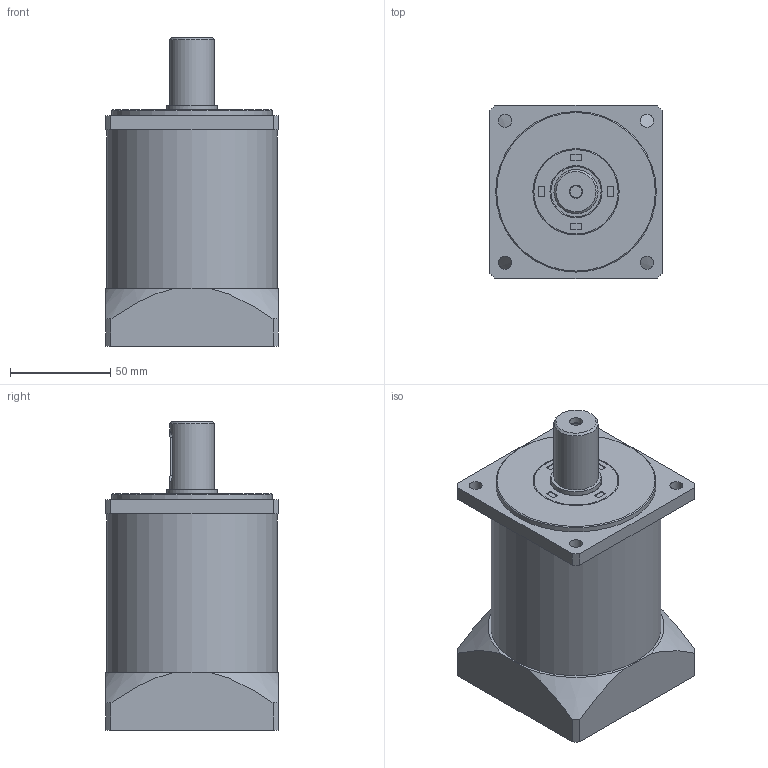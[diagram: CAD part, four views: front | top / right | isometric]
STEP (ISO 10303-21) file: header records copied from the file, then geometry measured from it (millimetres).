
FILE_DESCRIPTION( ( '' ), '1' );
FILE_NAME( 'GPS90(25、30、50、100).stp', '2021-11-16T03:01:50', ( 'Dimamotor' ), ( 'Dimamotor' ), 'PSStep 17.0.49', ' ', ' ' );
FILE_SCHEMA( ( 'AUTOMOTIVE_DESIGN { 1 0 10303 214 1 1 1 1 }' ) );
Length unit declared in the file: millimetre
Products named in the file (2): PS90本體(凸圓80xPCD100)
Bounding box: 86 x 86 x 153.8 mm (x, y, z)
Volume: 473037.2 mm3; surface area: 120546.5 mm2
Topology: 2 solids, 8 shells, 233 faces, 518 edges, 346 vertices
Faces by surface type: plane 122, cylinder 90, torus 11, cone 10
Full cylindrical faces by diameter (mm): 4 x4, 4.2 x4, 5 x2, 6 x6, 6.5 x5, 7 x1, 7.5 x4, 7.95 x1, 12.8 x1, 13 x1, 19 x2, 22 x1, 23.9 x1, 24.8 x1, 25 x4, 26 x2, 29 x2, 32 x1, 40 x1, 41 x1, 43 x2, 47 x3, 47.5 x1, 50.5 x1, 52 x1, 54 x1, 55 x1, 64 x1, 65.646 x1, 65.65 x1
Entity records: 8269 total; most frequent: CARTESIAN_POINT 1457, DIRECTION 1065, ORIENTED_EDGE 816, AXIS2_PLACEMENT_3D 441, EDGE_CURVE 408, EDGE_LOOP 399, VERTEX_POINT 321, FACE_OUTER_BOUND 311
